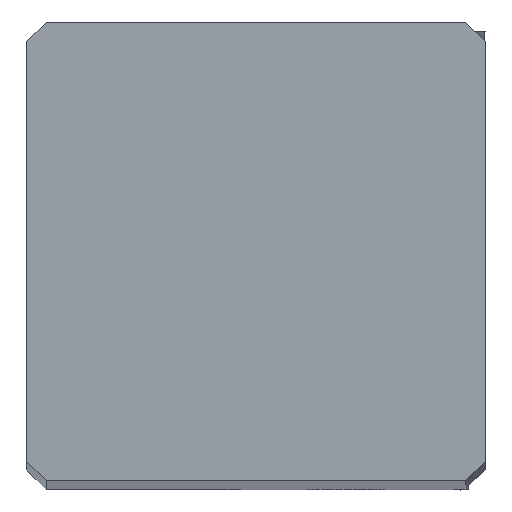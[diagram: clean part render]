
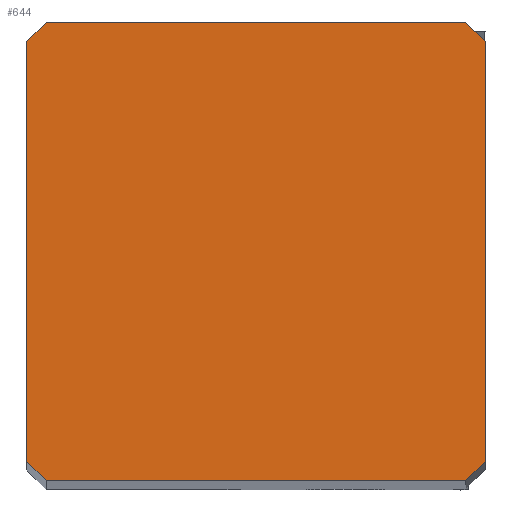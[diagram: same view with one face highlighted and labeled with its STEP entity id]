
A CAD part, top view. The second image highlights one B-rep face of the part: STEP entity #644.
In plain terms, the highlighted planar face has unit normal (0, 0, 1).
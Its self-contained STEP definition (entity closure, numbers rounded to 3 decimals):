
#561=FACE_OUTER_BOUND('',#778,.T.);
#644=ADVANCED_FACE('',(#561),#714,.T.);
#714=PLANE('',#2281);
#778=EDGE_LOOP('',(#1017,#1018,#1019,#1020,#1021,#1022,#1023,#1024));
#1017=ORIENTED_EDGE('',*,*,#1565,.F.);
#1018=ORIENTED_EDGE('',*,*,#1566,.F.);
#1019=ORIENTED_EDGE('',*,*,#1500,.T.);
#1020=ORIENTED_EDGE('',*,*,#1564,.F.);
#1021=ORIENTED_EDGE('',*,*,#1559,.F.);
#1022=ORIENTED_EDGE('',*,*,#1567,.F.);
#1023=ORIENTED_EDGE('',*,*,#1568,.T.);
#1024=ORIENTED_EDGE('',*,*,#1569,.F.);
#1331=VERTEX_POINT('',#2993);
#1332=VERTEX_POINT('',#2995);
#1377=VERTEX_POINT('',#3127);
#1378=VERTEX_POINT('',#3129);
#1380=VERTEX_POINT('',#3140);
#1381=VERTEX_POINT('',#3141);
#1382=VERTEX_POINT('',#3144);
#1383=VERTEX_POINT('',#3146);
#1500=EDGE_CURVE('',#1332,#1331,#1858,.T.);
#1559=EDGE_CURVE('',#1377,#1378,#1894,.T.);
#1564=EDGE_CURVE('',#1378,#1331,#1899,.T.);
#1565=EDGE_CURVE('',#1380,#1381,#1900,.T.);
#1566=EDGE_CURVE('',#1332,#1380,#1901,.T.);
#1567=EDGE_CURVE('',#1382,#1377,#1902,.T.);
#1568=EDGE_CURVE('',#1382,#1383,#1903,.T.);
#1569=EDGE_CURVE('',#1381,#1383,#1904,.T.);
#1858=LINE('',#2994,#1982);
#1894=LINE('',#3128,#2018);
#1899=LINE('',#3137,#2023);
#1900=LINE('',#3139,#2024);
#1901=LINE('',#3142,#2025);
#1902=LINE('',#3143,#2026);
#1903=LINE('',#3145,#2027);
#1904=LINE('',#3147,#2028);
#1982=VECTOR('',#2514,1.);
#2018=VECTOR('',#2614,1.);
#2023=VECTOR('',#2623,1.);
#2024=VECTOR('',#2626,1.);
#2025=VECTOR('',#2627,1.);
#2026=VECTOR('',#2628,1.);
#2027=VECTOR('',#2629,1.);
#2028=VECTOR('',#2630,1.);
#2281=AXIS2_PLACEMENT_3D('',#3148,#2631,#2632);
#2514=DIRECTION('',(1.,0.,0.));
#2614=DIRECTION('',(0.,-1.,0.));
#2623=DIRECTION('',(-0.707,-0.707,0.));
#2626=DIRECTION('',(0.,1.,0.));
#2627=DIRECTION('',(-0.707,0.707,0.));
#2628=DIRECTION('',(0.707,-0.707,0.));
#2629=DIRECTION('',(-1.,0.,0.));
#2630=DIRECTION('',(0.707,0.707,0.));
#2631=DIRECTION('',(0.,0.,1.));
#2632=DIRECTION('',(-1.,0.,0.));
#2993=CARTESIAN_POINT('',(11.5,0.,0.));
#2994=CARTESIAN_POINT('',(0.5,0.,0.));
#2995=CARTESIAN_POINT('',(0.5,0.,0.));
#3127=CARTESIAN_POINT('',(12.,11.5,0.));
#3128=CARTESIAN_POINT('',(12.,11.5,0.));
#3129=CARTESIAN_POINT('',(12.,0.5,0.));
#3137=CARTESIAN_POINT('',(12.,0.5,0.));
#3139=CARTESIAN_POINT('',(0.,0.5,0.));
#3140=CARTESIAN_POINT('',(0.,0.5,0.));
#3141=CARTESIAN_POINT('',(0.,11.5,0.));
#3142=CARTESIAN_POINT('',(0.5,0.,0.));
#3143=CARTESIAN_POINT('',(11.5,12.,0.));
#3144=CARTESIAN_POINT('',(11.5,12.,0.));
#3145=CARTESIAN_POINT('',(11.5,12.,0.));
#3146=CARTESIAN_POINT('',(0.5,12.,0.));
#3147=CARTESIAN_POINT('',(0.,11.5,0.));
#3148=CARTESIAN_POINT('',(6.,6.,0.));
